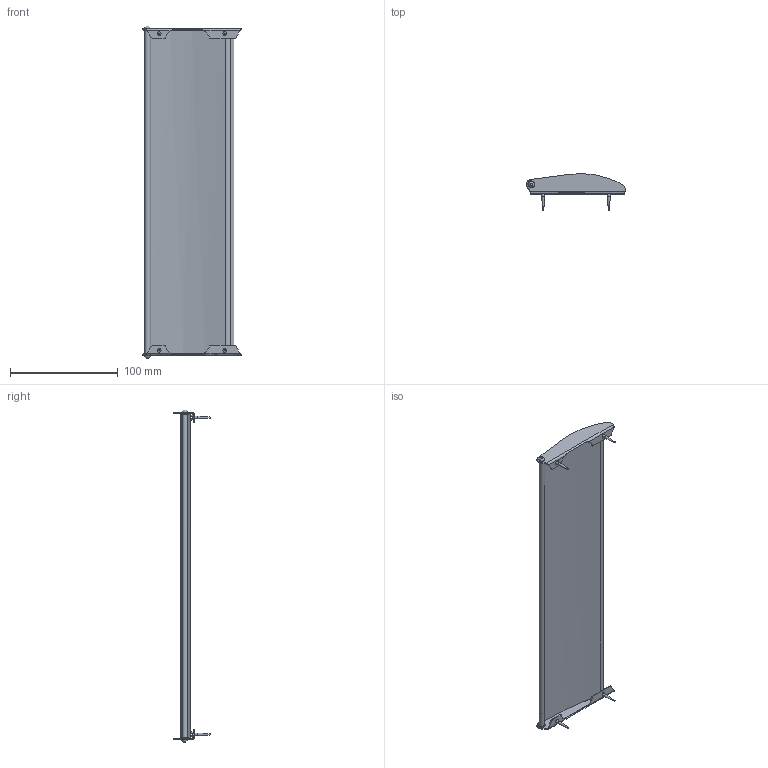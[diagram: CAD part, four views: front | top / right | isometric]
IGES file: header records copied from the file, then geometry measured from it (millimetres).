
Global section: file name: P7580; native system: Autodesk Inventor 2018; preprocessor: unknown; author: mblakey; date: 20180911.152542; units: millimetre
Bounding box: 91.95 x 33.65 x 308.35 mm (x, y, z)
Volume: 29420.6 mm3; surface area: 66286 mm2
Topology: 11 solids, 11 shells, 186 faces, 472 edges, 320 vertices
Faces by surface type: bspline 186
